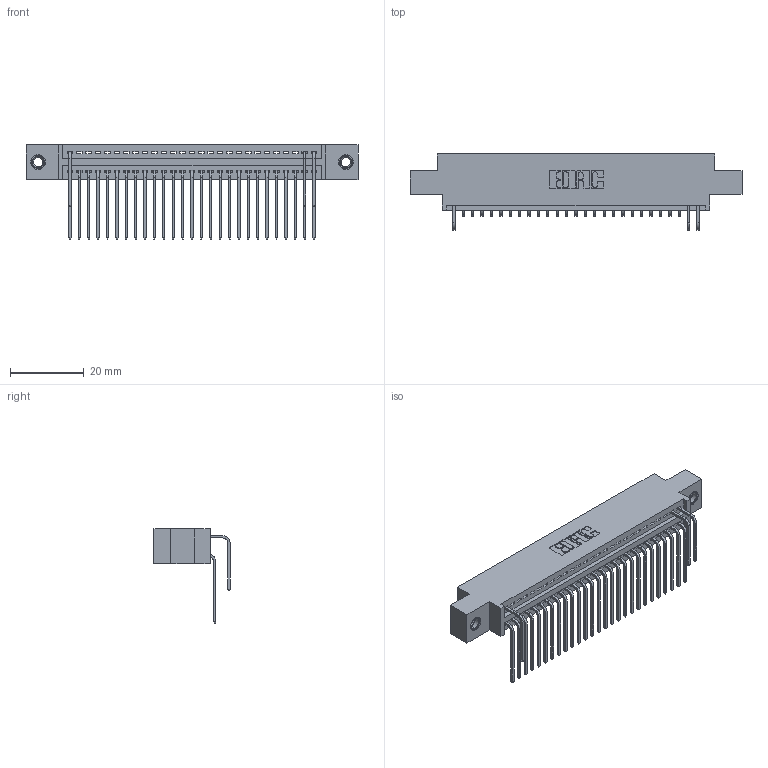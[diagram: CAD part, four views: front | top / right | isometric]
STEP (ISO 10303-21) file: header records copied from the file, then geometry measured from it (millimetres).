
FILE_DESCRIPTION (( 'STEP AP203' ), '1' );
FILE_NAME ('345-054-559-807.STEP', '2018-09-24T01:59:28', ( '' ), ( '' ), 'SwSTEP 2.0', 'SolidWorks 2016', '' );
FILE_SCHEMA (( 'CONFIG_CONTROL_DESIGN' ));
Length unit declared in the file: inch
Products named in the file (5): 345 Part_0.170 Offset - 0.156 Dia-TI; 345-292-001_558 559 Tail - 1; 345-292-001_559 Tail - 2; 345-250-001_345-250-005-103; 345-054-559-807
Assembly tree (33 placements, depth 2):
  345-054-559-807
    345 Part_0.170 Offset - 0.156 Dia-TI
    345-292-001_558 559 Tail - 1  x27
    345-292-001_559 Tail - 2  x3
    345-250-001_345-250-005-103  x2
Bounding box: 89.79 x 20.56 x 25.53 mm (x, y, z)
Volume: 8412.8 mm3; surface area: 11904.8 mm2
Topology: 33 solids, 33 shells, 1942 faces, 5787 edges, 3810 vertices
Faces by surface type: plane 1334, cylinder 592, cone 12, torus 4
Entity records: 25406 total; most frequent: CARTESIAN_POINT 4406, ORIENTED_EDGE 4306, DIRECTION 3875, EDGE_CURVE 2153, LINE 1853, VECTOR 1853, VERTEX_POINT 1428, AXIS2_PLACEMENT_3D 1011
